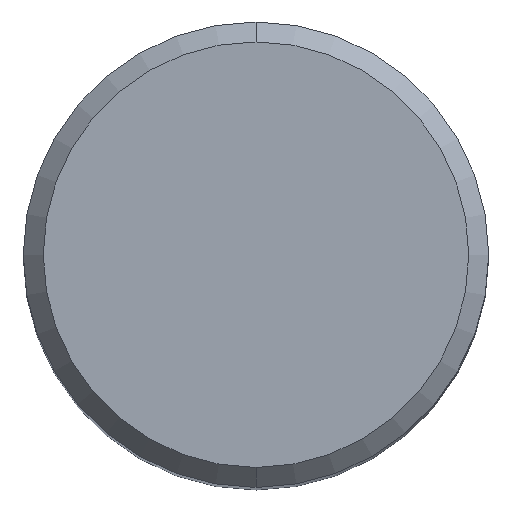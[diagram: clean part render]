
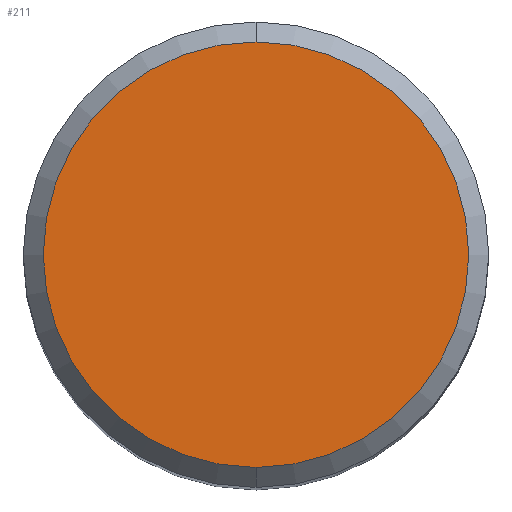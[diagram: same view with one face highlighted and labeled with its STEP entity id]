
A CAD part, top view. The second image highlights one B-rep face of the part: STEP entity #211.
In plain terms, the highlighted planar face has unit normal (0, 0, 1).
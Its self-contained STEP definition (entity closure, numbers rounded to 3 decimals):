
#211=ADVANCED_FACE('',(#506),#507,.T.);
#251=VERTEX_POINT('',#550);
#265=EDGE_CURVE('',#251,#347,#565,.T.);
#333=EDGE_CURVE('',#347,#251,#640,.T.);
#347=VERTEX_POINT('',#654);
#506=FACE_OUTER_BOUND('',#894,.T.);
#507=PLANE('',#895);
#550=CARTESIAN_POINT('',(0.0,6.4,0.));
#565=CIRCLE('',#978,6.4);
#640=CIRCLE('',#1141,6.4);
#654=CARTESIAN_POINT('',(0.,-6.4,0.));
#894=EDGE_LOOP('',(#1498,#1499));
#895=AXIS2_PLACEMENT_3D('',#1500,#1501,#1502);
#978=AXIS2_PLACEMENT_3D('',#1561,#1562,#1563);
#1141=AXIS2_PLACEMENT_3D('',#1650,#1651,#1652);
#1498=ORIENTED_EDGE('',*,*,#265,.F.);
#1499=ORIENTED_EDGE('',*,*,#333,.F.);
#1500=CARTESIAN_POINT('',(0.0,3.2,0.));
#1501=DIRECTION('',(-0.0,0.0,1.0));
#1502=DIRECTION('',(0.0,-1.0,0.0));
#1561=CARTESIAN_POINT('',(0.0,0.0,0.));
#1562=DIRECTION('',(0.0,0.0,-1.0));
#1563=DIRECTION('',(0.0,1.0,0.0));
#1650=CARTESIAN_POINT('',(0.0,0.0,0.));
#1651=DIRECTION('',(0.0,0.0,-1.0));
#1652=DIRECTION('',(0.0,1.0,0.0));
